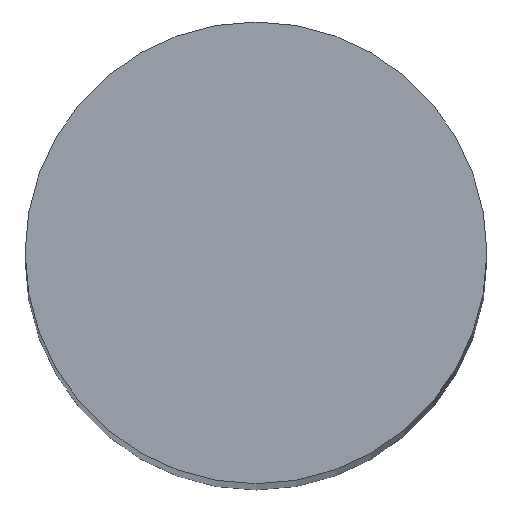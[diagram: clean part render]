
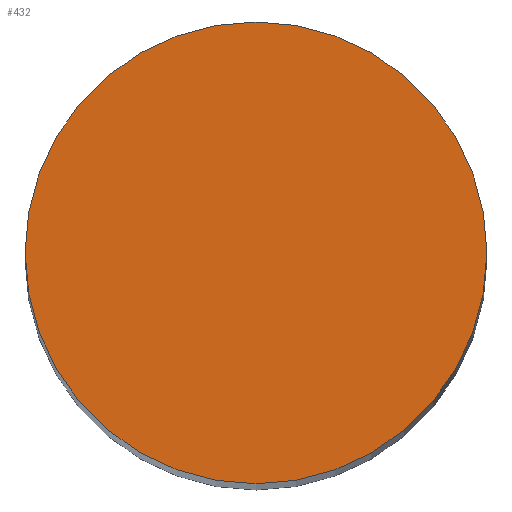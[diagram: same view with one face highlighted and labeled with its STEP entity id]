
A CAD part, top view. The second image highlights one B-rep face of the part: STEP entity #432.
In plain terms, the highlighted planar face has unit normal (0, 0, 1).
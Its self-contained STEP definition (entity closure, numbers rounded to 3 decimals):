
#359=CARTESIAN_POINT('',(0.,0.,15.5));
#360=DIRECTION('',(0.,0.,1.));
#361=DIRECTION('',(1.,0.,0.));
#362=AXIS2_PLACEMENT_3D('',#359,#360,#361);
#367=CARTESIAN_POINT('',(0.,0.,15.5));
#368=DIRECTION('',(0.,0.,1.));
#369=DIRECTION('',(-1.,0.,0.));
#370=AXIS2_PLACEMENT_3D('',#367,#368,#369);
#379=CARTESIAN_POINT('',(2.,0.,15.5));
#380=CARTESIAN_POINT('',(-2.,0.,15.5));
#381=VERTEX_POINT('',#379);
#382=VERTEX_POINT('',#380);
#423=CARTESIAN_POINT('',(0.,0.,15.5));
#424=DIRECTION('',(0.,0.,1.));
#425=DIRECTION('',(1.,0.,0.));
#426=AXIS2_PLACEMENT_3D('',#423,#424,#425);
#427=PLANE('',#426);
#428=ORIENTED_EDGE('',*,*,#403,.F.);
#429=ORIENTED_EDGE('',*,*,#417,.F.);
#430=EDGE_LOOP('',(#428,#429));
#431=FACE_OUTER_BOUND('',#430,.F.);
#363=CIRCLE('',#362,2.);
#371=CIRCLE('',#370,2.);
#403=EDGE_CURVE('',#381,#382,#363,.T.);
#417=EDGE_CURVE('',#382,#381,#371,.T.);
#432=ADVANCED_FACE('',(#431),#427,.T.);
